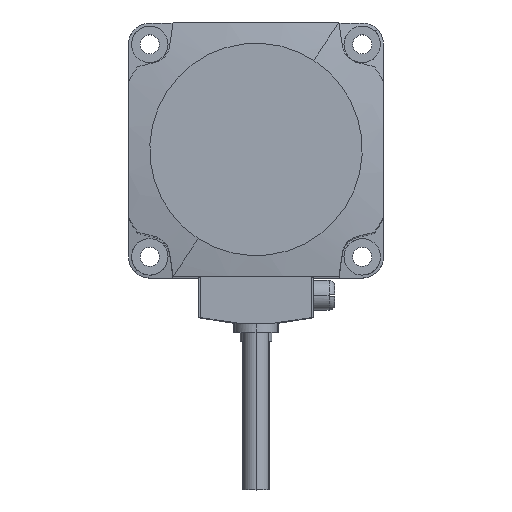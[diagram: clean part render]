
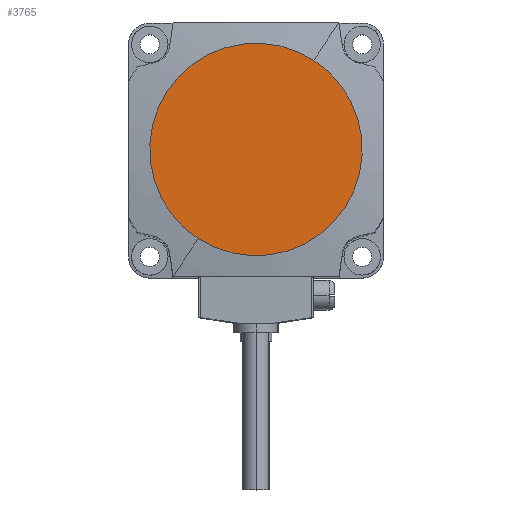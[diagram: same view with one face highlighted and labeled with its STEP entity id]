
A CAD part, top view. The second image highlights one B-rep face of the part: STEP entity #3765.
In plain terms, the highlighted planar face has unit normal (0, 0, 1).
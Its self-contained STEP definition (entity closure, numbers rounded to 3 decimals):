
#73 = DIRECTION ( 'NONE',  ( -1., 0., 0. ) ) ;
#90 = AXIS2_PLACEMENT_3D ( 'NONE', #1970, #3564, #1660 ) ;
#1318 = PLANE ( 'NONE',  #5013 ) ;
#1634 = EDGE_LOOP ( 'NONE', ( #4982, #2409 ) ) ;
#1660 = DIRECTION ( 'NONE',  ( -1., 0., 0. ) ) ;
#1692 = DIRECTION ( 'NONE',  ( 0., 0., -1. ) ) ;
#1780 = DIRECTION ( 'NONE',  ( 1., 0., 0. ) ) ;
#1970 = CARTESIAN_POINT ( 'NONE',  ( 0., 0., 163.5 ) ) ;
#2177 = CARTESIAN_POINT ( 'NONE',  ( 13.625, 20.961, 163.5 ) ) ;
#2409 = ORIENTED_EDGE ( 'NONE', *, *, #2815, .F. ) ;
#2619 = CARTESIAN_POINT ( 'NONE',  ( 25., 25., 163.5 ) ) ;
#2815 = EDGE_CURVE ( 'NONE', #3580, #3583, #4797, .T. ) ;
#2977 = DIRECTION ( 'NONE',  ( 0., 0., 1. ) ) ;
#3349 = FACE_OUTER_BOUND ( 'NONE', #1634, .T. ) ;
#3381 = CARTESIAN_POINT ( 'NONE',  ( -13.625, -20.961, 163.5 ) ) ;
#3564 = DIRECTION ( 'NONE',  ( 0., 0., -1. ) ) ;
#3580 = VERTEX_POINT ( 'NONE', #3381 ) ;
#3583 = VERTEX_POINT ( 'NONE', #2177 ) ;
#3672 = CARTESIAN_POINT ( 'NONE',  ( 0., 0., 163.5 ) ) ;
#3765 = ADVANCED_FACE ( 'NONE', ( #3349 ), #1318, .T. ) ;
#4221 = AXIS2_PLACEMENT_3D ( 'NONE', #3672, #1692, #73 ) ;
#4498 = EDGE_CURVE ( 'NONE', #3583, #3580, #4931, .T. ) ;
#4797 = CIRCLE ( 'NONE', #4221, 25. ) ;
#4931 = CIRCLE ( 'NONE', #90, 25. ) ;
#4982 = ORIENTED_EDGE ( 'NONE', *, *, #4498, .F. ) ;
#5013 = AXIS2_PLACEMENT_3D ( 'NONE', #2619, #2977, #1780 ) ;
